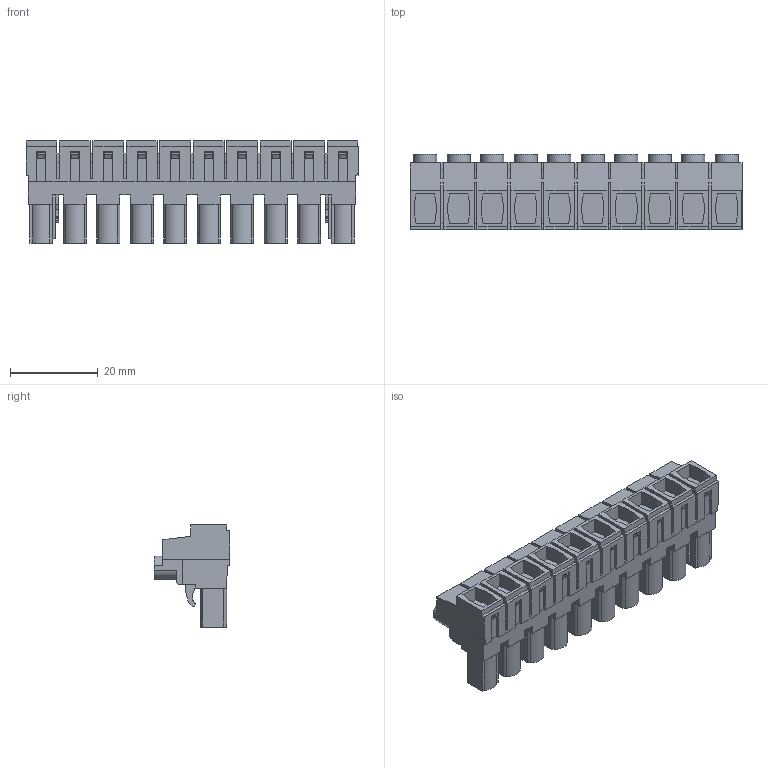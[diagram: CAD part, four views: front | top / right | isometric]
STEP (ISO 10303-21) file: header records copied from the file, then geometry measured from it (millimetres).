
FILE_DESCRIPTION(('CATIA V5 STEP Exchange','CAx-IF Rec.Pracs.--- Model Styling and Organization---1.4--- 2014-01-23'),'2;1');
FILE_NAME ('D1447872_1', '2023-05-02T07:00:38+00:00', ('none'), ('Weidmueller'), 'CATIA Version 5-6 Release 2016 SP3 HF44', 'CATIA V5 STEP AP214', 'none');
FILE_SCHEMA(('AUTOMOTIVE_DESIGN { 1 0 10303 214 1 1 1 1 }'));
Length unit declared in the file: millimetre
Products named in the file (1): 1059630000
Bounding box: 75.52 x 17.25 x 23.25 mm (x, y, z)
Volume: 13916.9 mm3; surface area: 10719.9 mm2
Topology: 11 solids, 11 shells, 978 faces, 2711 edges, 1805 vertices
Faces by surface type: plane 824, cylinder 146, extrusion 8
Entity records: 29997 total; most frequent: CARTESIAN_POINT 5612, ORIENTED_EDGE 5422, DIRECTION 3858, EDGE_CURVE 2711, VECTOR 2371, LINE 2363, VERTEX_POINT 1805, EDGE_LOOP 1028
